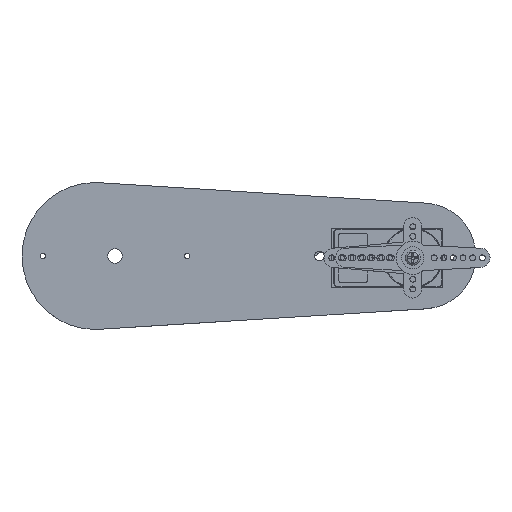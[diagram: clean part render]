
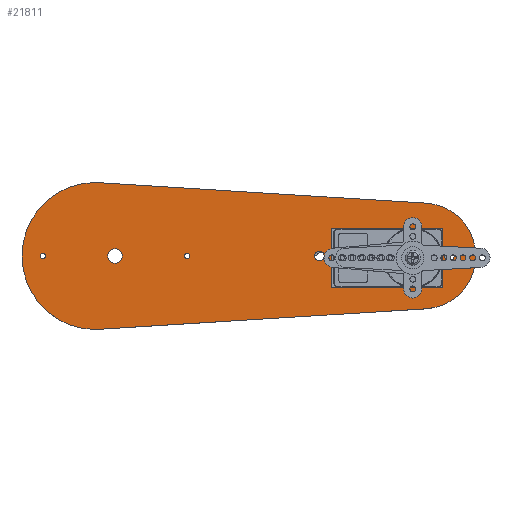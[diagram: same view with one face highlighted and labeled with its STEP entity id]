
A CAD part, top view. The second image highlights one B-rep face of the part: STEP entity #21811.
In plain terms, the highlighted planar face has unit normal (0, 0, 1).
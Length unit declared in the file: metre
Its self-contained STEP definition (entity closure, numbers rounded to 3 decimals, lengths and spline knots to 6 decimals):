
#360=CIRCLE('',#23568,0.011);
#361=CIRCLE('',#23575,0.001);
#363=CIRCLE('',#23578,0.001);
#365=CIRCLE('',#23581,0.00055);
#367=CIRCLE('',#23584,0.0015);
#369=CIRCLE('',#23587,0.00055);
#372=CIRCLE('',#23591,0.015283);
#1745=ORIENTED_EDGE('',*,*,#8277,.F.);
#1746=ORIENTED_EDGE('',*,*,#8275,.F.);
#1747=ORIENTED_EDGE('',*,*,#8273,.F.);
#1748=ORIENTED_EDGE('',*,*,#8271,.F.);
#1749=ORIENTED_EDGE('',*,*,#8269,.F.);
#1750=ORIENTED_EDGE('',*,*,#8259,.F.);
#1751=ORIENTED_EDGE('',*,*,#8263,.T.);
#1752=ORIENTED_EDGE('',*,*,#8266,.F.);
#1753=ORIENTED_EDGE('',*,*,#8268,.T.);
#1754=ORIENTED_EDGE('',*,*,#8249,.T.);
#1755=ORIENTED_EDGE('',*,*,#8253,.T.);
#1756=ORIENTED_EDGE('',*,*,#8256,.F.);
#1757=ORIENTED_EDGE('',*,*,#8280,.T.);
#8249=EDGE_CURVE('',#11522,#11521,#13735,.T.);
#8253=EDGE_CURVE('',#11521,#11524,#360,.T.);
#8256=EDGE_CURVE('',#11526,#11524,#13740,.T.);
#8259=EDGE_CURVE('',#11529,#11530,#13743,.T.);
#8263=EDGE_CURVE('',#11529,#11532,#13747,.T.);
#8266=EDGE_CURVE('',#11534,#11532,#13750,.T.);
#8268=EDGE_CURVE('',#11534,#11530,#13752,.T.);
#8269=EDGE_CURVE('',#11535,#11535,#361,.T.);
#8271=EDGE_CURVE('',#11537,#11537,#363,.T.);
#8273=EDGE_CURVE('',#11539,#11539,#365,.T.);
#8275=EDGE_CURVE('',#11541,#11541,#367,.T.);
#8277=EDGE_CURVE('',#11543,#11543,#369,.T.);
#8280=EDGE_CURVE('',#11526,#11522,#372,.T.);
#11521=VERTEX_POINT('',#32402);
#11522=VERTEX_POINT('',#32404);
#11524=VERTEX_POINT('',#32410);
#11526=VERTEX_POINT('',#32416);
#11529=VERTEX_POINT('',#32423);
#11530=VERTEX_POINT('',#32425);
#11532=VERTEX_POINT('',#32431);
#11534=VERTEX_POINT('',#32437);
#11535=VERTEX_POINT('',#32444);
#11537=VERTEX_POINT('',#32449);
#11539=VERTEX_POINT('',#32454);
#11541=VERTEX_POINT('',#32459);
#11543=VERTEX_POINT('',#32464);
#13735=LINE('',#32403,#15943);
#13740=LINE('',#32417,#15948);
#13743=LINE('',#32424,#15951);
#13747=LINE('',#32432,#15955);
#13750=LINE('',#32438,#15958);
#13752=LINE('',#32441,#15960);
#15943=VECTOR('',#25778,1.);
#15948=VECTOR('',#25791,1.);
#15951=VECTOR('',#25796,1.);
#15955=VECTOR('',#25802,1.);
#15958=VECTOR('',#25807,1.);
#15960=VECTOR('',#25811,1.);
#18167=EDGE_LOOP('',(#1745));
#18168=EDGE_LOOP('',(#1746));
#18169=EDGE_LOOP('',(#1747));
#18170=EDGE_LOOP('',(#1748));
#18171=EDGE_LOOP('',(#1749));
#18172=EDGE_LOOP('',(#1750,#1751,#1752,#1753));
#18173=EDGE_LOOP('',(#1754,#1755,#1756,#1757));
#19608=FACE_BOUND('',#18167,.T.);
#19609=FACE_BOUND('',#18168,.T.);
#19610=FACE_BOUND('',#18169,.T.);
#19611=FACE_BOUND('',#18170,.T.);
#19612=FACE_BOUND('',#18171,.T.);
#19613=FACE_BOUND('',#18172,.T.);
#19614=FACE_BOUND('',#18173,.T.);
#21038=PLANE('',#23592);
#21811=ADVANCED_FACE('',(#19608,#19609,#19610,#19611,#19612,#19613,#19614),
#21038,.T.);
#23568=AXIS2_PLACEMENT_3D('',#32411,#25785,#25786);
#23575=AXIS2_PLACEMENT_3D('',#32443,#25814,#25815);
#23578=AXIS2_PLACEMENT_3D('',#32448,#25820,#25821);
#23581=AXIS2_PLACEMENT_3D('',#32453,#25826,#25827);
#23584=AXIS2_PLACEMENT_3D('',#32458,#25832,#25833);
#23587=AXIS2_PLACEMENT_3D('',#32463,#25838,#25839);
#23591=AXIS2_PLACEMENT_3D('',#32469,#25846,#25847);
#23592=AXIS2_PLACEMENT_3D('',#32470,#25848,#25849);
#25778=DIRECTION('',(0.998,0.063,0.));
#25785=DIRECTION('',(0.,0.,1.));
#25786=DIRECTION('',(1.,0.,0.));
#25791=DIRECTION('',(0.998,-0.063,0.));
#25796=DIRECTION('',(0.,1.,0.));
#25802=DIRECTION('',(-1.,0.,0.));
#25807=DIRECTION('',(0.,-1.,0.));
#25811=DIRECTION('',(1.,0.,0.));
#25814=DIRECTION('',(0.,0.,1.));
#25815=DIRECTION('',(1.,0.,0.));
#25820=DIRECTION('',(0.,0.,1.));
#25821=DIRECTION('',(1.,0.,0.));
#25826=DIRECTION('',(0.,0.,1.));
#25827=DIRECTION('',(1.,0.,0.));
#25832=DIRECTION('',(0.,0.,1.));
#25833=DIRECTION('',(1.,0.,0.));
#25838=DIRECTION('',(0.,0.,1.));
#25839=DIRECTION('',(1.,0.,0.));
#25846=DIRECTION('',(0.,0.,1.));
#25847=DIRECTION('',(1.,0.,0.));
#25848=DIRECTION('',(0.,0.,1.));
#25849=DIRECTION('',(1.,0.,0.));
#32402=CARTESIAN_POINT('',(0.064688,-0.010978,0.003));
#32403=CARTESIAN_POINT('',(0.032813,-0.012975,0.003));
#32404=CARTESIAN_POINT('',(-0.004053,-0.015283,0.003));
#32410=CARTESIAN_POINT('',(0.064688,0.010978,0.003));
#32411=CARTESIAN_POINT('',(0.064,0.,0.003));
#32416=CARTESIAN_POINT('',(-0.004053,0.015283,0.003));
#32417=CARTESIAN_POINT('',(0.032813,0.012975,0.003));
#32423=CARTESIAN_POINT('',(0.068,-0.0065,0.003));
#32424=CARTESIAN_POINT('',(0.068,-0.0004,0.003));
#32425=CARTESIAN_POINT('',(0.068,0.0057,0.003));
#32431=CARTESIAN_POINT('',(0.045,-0.0065,0.003));
#32432=CARTESIAN_POINT('',(0.0565,-0.0065,0.003));
#32437=CARTESIAN_POINT('',(0.045,0.0057,0.003));
#32438=CARTESIAN_POINT('',(0.045,-0.0004,0.003));
#32441=CARTESIAN_POINT('',(0.0565,0.0057,0.003));
#32443=CARTESIAN_POINT('',(0.0425,0.,0.003));
#32444=CARTESIAN_POINT('',(0.0435,0.,0.003));
#32448=CARTESIAN_POINT('',(0.0695,0.,0.003));
#32449=CARTESIAN_POINT('',(0.0705,0.,0.003));
#32453=CARTESIAN_POINT('',(0.015,0.,0.003));
#32454=CARTESIAN_POINT('',(0.01555,0.,0.003));
#32458=CARTESIAN_POINT('',(0.,0.,0.003));
#32459=CARTESIAN_POINT('',(0.0015,0.,0.003));
#32463=CARTESIAN_POINT('',(-0.015,0.,0.003));
#32464=CARTESIAN_POINT('',(-0.01445,0.,0.003));
#32469=CARTESIAN_POINT('',(-0.004053,0.,0.003));
#32470=CARTESIAN_POINT('',(0.027832,0.,0.003));
